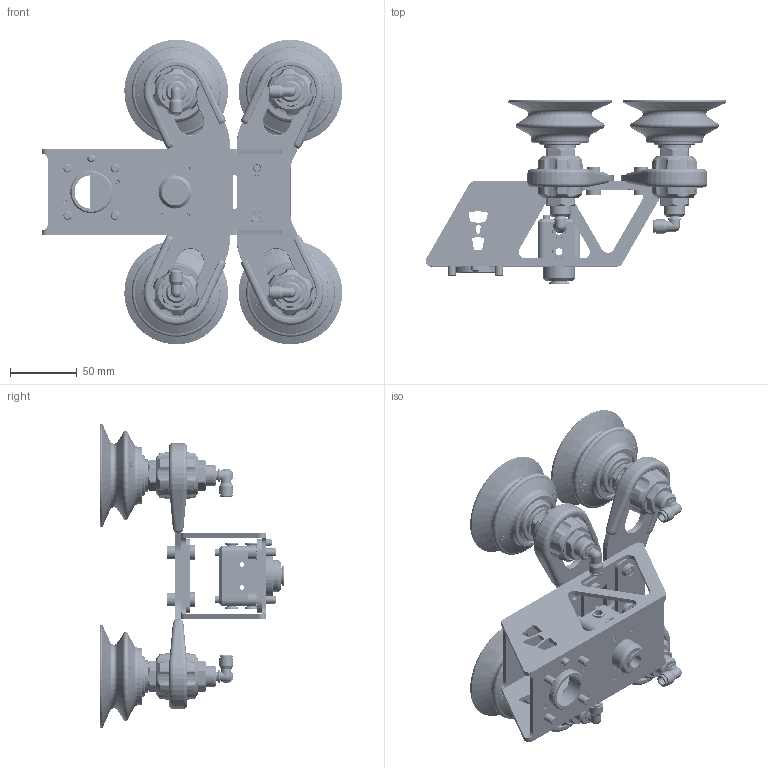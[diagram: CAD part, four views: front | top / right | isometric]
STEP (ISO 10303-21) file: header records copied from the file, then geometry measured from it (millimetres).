
FILE_DESCRIPTION (( 'STEP AP214' ), '1' );
FILE_NAME ('PowerPick Gripper (100 mm + S bracket configuration).STEP', '2023-02-22T14:44:19', ( '' ), ( '' ), 'SwSTEP 2.0', 'SolidWorks 2021', '' );
FILE_SCHEMA (( 'AUTOMOTIVE_DESIGN' ));
Length unit declared in the file: millimetre
Products named in the file (22): V-018_PRISE D''ÉCROU ET BOULON_D‚faut; RACCORD EN COUDE AVEC TIGE_5225K118; Connexion Legris 6mm X 11.5mm serie 3100; I-028; I-022; V-A03_AIR NODE; I-025; FLAT WASHER REGULAR_Y-130112-A; toothed lock washer metric robotiq_DIN 6797-A6.4; X-320612-A CONNEXION PNEUMATIQUE DIA 10MM, LONG 17.0_X-320612-A; plaque^I-A05; socket head cap screw iso robotiq_ISO 4762 M6 x 15 - 15C; 95185A670_Zinc-Plated Steel Press-Fit Nut for Sheet Metal^I-A05_95185A670; I-006; PowerPick Gripper (100 mm + S bracket configuration); I-A05; V-016_BOULON D''AIR_D‚faut; socket head cap screw iso robotiq_ISO 4762 M3 x 35 - 18C; X-350175-A - B75XP PIAB SUCTION CUP_X-350175-A; V-017_ÉCROU D''AIR_D‚faut; I-027; socket head cap screw iso robotiq_ISO 4762 M3 x 4 - 4C
Assembly tree (58 placements, depth 3):
  PowerPick Gripper (100 mm + S bracket configuration)
    I-022
    I-025  x2
    I-A05  x2
      plaque^I-A05
      95185A670_Zinc-Plated Steel Press-Fit Nut for Sheet Metal^I-A05_95185A670
    I-027
    I-028
    I-006  x4
    V-A03_AIR NODE  x4
      V-016_BOULON D''AIR_D‚faut
      V-018_PRISE D''ÉCROU ET BOULON_D‚faut
      V-017_ÉCROU D''AIR_D‚faut
      Connexion Legris 6mm X 11.5mm serie 3100
    X-350175-A - B75XP PIAB SUCTION CUP_X-350175-A  x4
    X-320612-A CONNEXION PNEUMATIQUE DIA 10MM, LONG 17.0_X-320612-A
    Connexion Legris 6mm X 11.5mm serie 3100  x4
    RACCORD EN COUDE AVEC TIGE_5225K118  x4
    FLAT WASHER REGULAR_Y-130112-A  x4
    socket head cap screw iso robotiq_ISO 4762 M6 x 15 - 15C  x8
    socket head cap screw iso robotiq_ISO 4762 M3 x 4 - 4C  x2
    toothed lock washer metric robotiq_DIN 6797-A6.4  x4
    socket head cap screw iso robotiq_ISO 4762 M3 x 35 - 18C  x4
Bounding box: 224.51 x 137.75 x 227.39 mm (x, y, z)
Volume: 337836.6 mm3; surface area: 328795 mm2
Topology: 66 solids, 102 shells, 7259 faces, 17746 edges, 10822 vertices
Faces by surface type: cylinder 1735, plane 1591, bspline 1444, cone 1130, torus 887, sphere 472
Entity records: 74107 total; most frequent: CARTESIAN_POINT 23383, ORIENTED_EDGE 9377, DIRECTION 9242, EDGE_CURVE 4796, AXIS2_PLACEMENT_3D 3787, VERTEX_POINT 2977, EDGE_LOOP 2141, CIRCLE 2073
